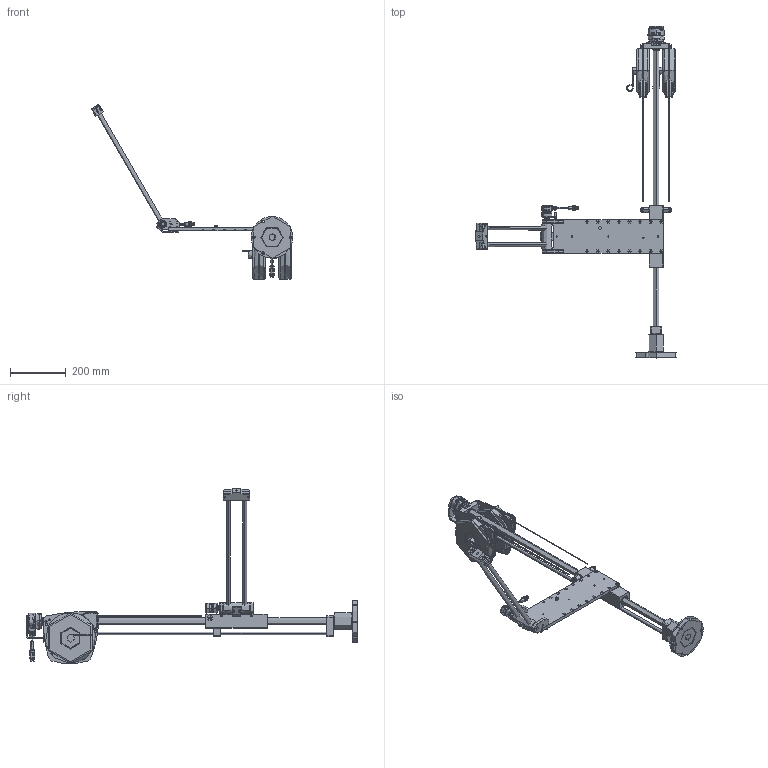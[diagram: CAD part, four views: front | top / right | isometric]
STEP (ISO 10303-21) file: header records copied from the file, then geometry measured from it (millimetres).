
FILE_DESCRIPTION((''),'2;1');
FILE_NAME('6153978830_ASM','2018-04-06T',('toocsr'),(''),'CREO PARAMETRIC BY PTC INC, 2016260','CREO PARAMETRIC BY PTC INC, 2016260','');
FILE_SCHEMA(('CONFIG_CONTROL_DESIGN','GEOMETRIC_VALIDATION_PROPERTIES_MIM'));
Products named in the file (51): 6158107190; 6158107230; 2050384473; 2050384463; 2050384483; 6158110930; 6158107270; 6158110270; 6156190460; 6158110980_ASM; 6158107450; 2050384563; 6158107520; 6158107530; 6156160150; 6158107360_ASM; 6158108170; 6158108190; 6158108180; 8940168031; 6158108250; 6158107960; 6156160140; 6158108290; 6156160650; 6158108310; 6158108050; 6156161410; 6156160330; 6158108420; 6158108110_ASM; 6158110250; 6153969380; 6156161270; 6158129720; 6158111440; 6153972460; 6153972460_ASM; 6158111190; 6158111030 ...
Assembly tree (81 placements, depth 3):
  6153978830_ASM
    6158110980_ASM
      6158107190
      6158107230
      2050384473
      2050384463  x2
      2050384483
      6158110930
      6158107270
      6158110270
      6156190460
    6158107360_ASM
      6158107450
      2050384563  x2
      6158107520  x2
      6158107530  x2
      6156160150  x2
    6158108110_ASM
      6158108170
      6158108190
      6158108180
      8940168031  x2
      6158108250
      6158107960  x2
      6156160140  x4
      6158108290
      6156190460  x3
      6156160650  x2
      6158108310  x2
      6158108050
      6156161410
      6156160330  x2
      6158108420
    6158110250  x2
    6156160140  x8
    6153969380
    6156161270  x4
    6158129720
    6158111440
    6153972460_ASM
      6153972460
    6158111190
    6158111060_ASM
      6158111030
      6158111000
    6156160550  x2
    6158111150_ASM
      6158111090
      6158111120
      6156190460
    6158111350
    6156120460  x2
    6158111360
    6158718560
Bounding box: 722.46 x 1189 x 628 mm (x, y, z)
Volume: 2931841.6 mm3
Topology: 277 solids, 348 shells, 4420 faces, 10973 edges, 6509 vertices
Faces by surface type: cylinder 1435, plane 1421, cone 678, sphere 425, torus 346, bspline 60, extrusion 55
Entity records: 143130 total; most frequent: CARTESIAN_POINT 30384, DIRECTION 18921, ORIENTED_EDGE 16446, EDGE_CURVE 8334, AXIS2_PLACEMENT_3D 7640, PRESENTATION_STYLE_ASSIGNMENT 6733, STYLED_ITEM 5888, CURVE_STYLE 5433
